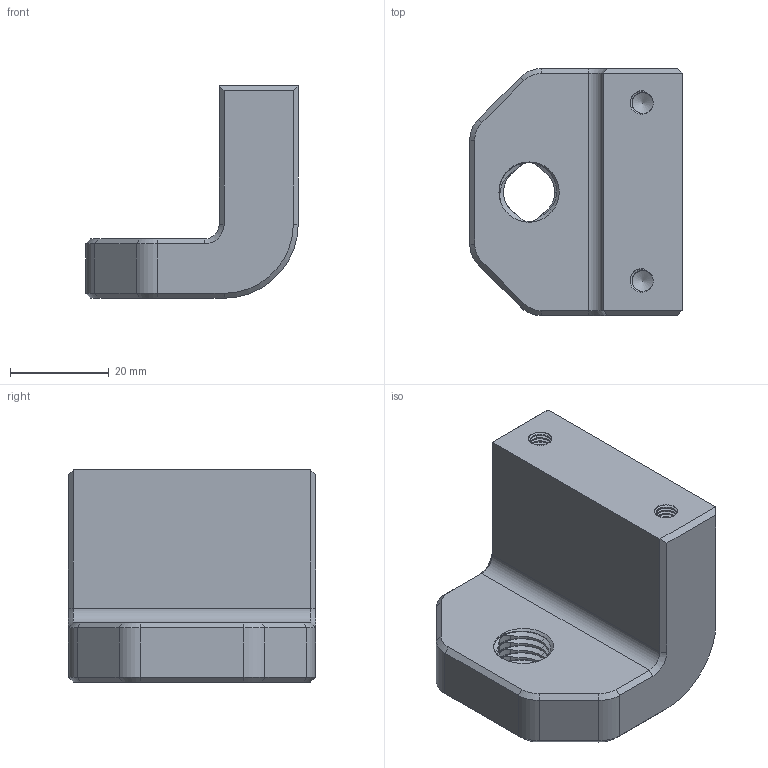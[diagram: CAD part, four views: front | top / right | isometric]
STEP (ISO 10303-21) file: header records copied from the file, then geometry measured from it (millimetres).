
FILE_DESCRIPTION(('FreeCAD Model'),'2;1');
FILE_NAME('Open CASCADE Shape Model','2024-06-16T08:01:30',(''),(''), 'Open CASCADE STEP processor 7.6','FreeCAD','Unknown');
FILE_SCHEMA(('AUTOMOTIVE_DESIGN { 1 0 10303 214 1 1 1 1 }'));
Products named in the file (1): Anchor
Bounding box: 43 x 50 x 43 mm (x, y, z)
Volume: 43958 mm3; surface area: 11414.9 mm2
Topology: 1 solids, 1 shells, 480 faces, 1040 edges, 562 vertices
Faces by surface type: bspline 282, cylinder 126, plane 56, cone 16
Full cylindrical faces by diameter (mm): 4.3 x84
Entity records: 48197 total; most frequent: CARTESIAN_POINT 40352, ORIENTED_EDGE 2076, EDGE_CURVE 1038, B_SPLINE_CURVE_WITH_KNOTS 768, DIRECTION 708, VERTEX_POINT 562, FACE_BOUND 484, EDGE_LOOP 484
